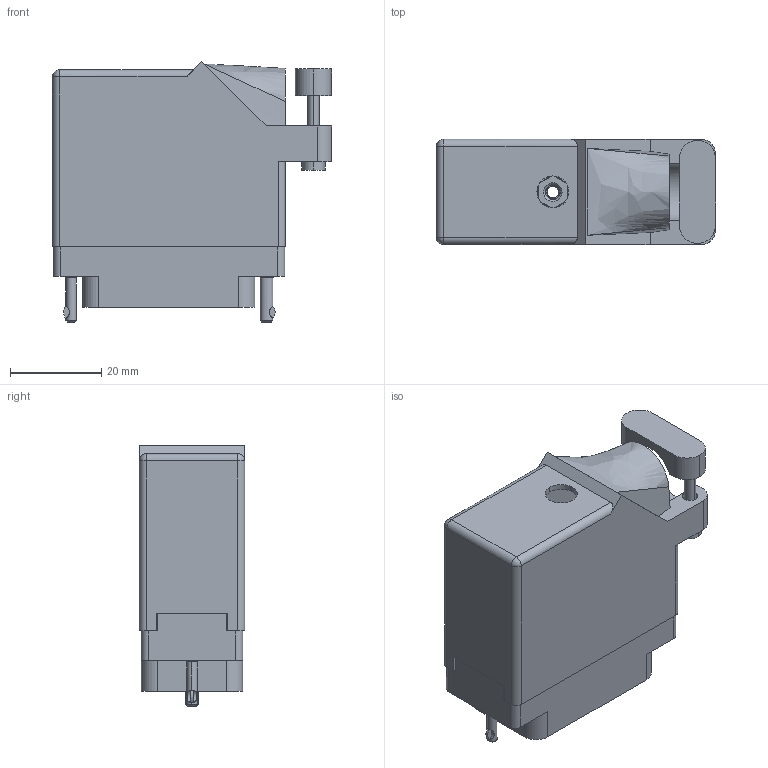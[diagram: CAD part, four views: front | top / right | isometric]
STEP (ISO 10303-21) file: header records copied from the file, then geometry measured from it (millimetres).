
FILE_DESCRIPTION (( 'STEP AP203' ), '1' );
FILE_NAME ('516-038-000-322.STEP', '2020-03-09T18:18:25', ( '' ), ( '' ), 'SwSTEP 2.0', 'SolidWorks 2016', '' );
FILE_SCHEMA (( 'CONFIG_CONTROL_DESIGN' ));
Length unit declared in the file: inch
Products named in the file (7): 516-222-038-102_038; 516 Plug Insulator_038; 516-252-035-100_516-252-035-100; 516-222-038-102_039; 516-038-000-322; 516-252-021-102_038; 516-230-001_Plastic - 038 Side Entry
Assembly tree (7 placements, depth 2):
  516-038-000-322
    516 Plug Insulator_038
    516-230-001_Plastic - 038 Side Entry
    516-252-021-102_038  x2
    516-222-038-102_038
    516-252-035-100_516-252-035-100
    516-222-038-102_039
Bounding box: 61.21 x 23.11 x 57.24 mm (x, y, z)
Volume: 19855.7 mm3; surface area: 26651.2 mm2
Topology: 7 solids, 7 shells, 1194 faces, 3392 edges, 2238 vertices
Faces by surface type: plane 733, cylinder 364, cone 46, bspline 45, torus 4, sphere 2
Entity records: 45323 total; most frequent: CARTESIAN_POINT 13991, ORIENTED_EDGE 6600, DIRECTION 6187, EDGE_CURVE 3300, LINE 2229, VECTOR 2229, VERTEX_POINT 2178, AXIS2_PLACEMENT_3D 1979
